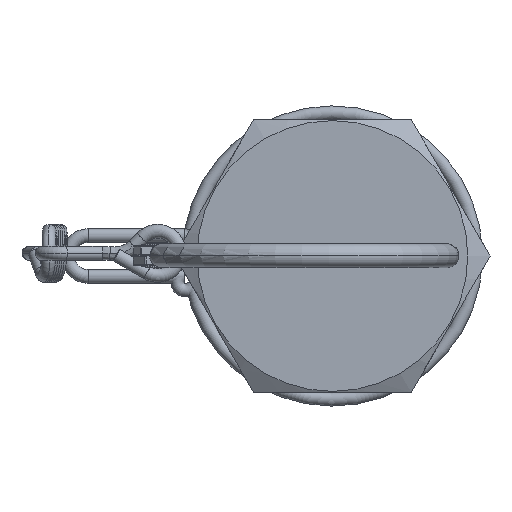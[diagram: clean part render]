
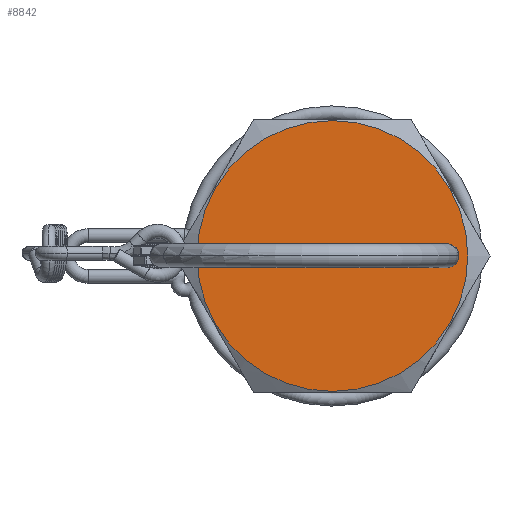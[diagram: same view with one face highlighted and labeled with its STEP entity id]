
A CAD part, left-side view. The second image highlights one B-rep face of the part: STEP entity #8842.
In plain terms, the highlighted planar face has unit normal (-1, 0, 0).
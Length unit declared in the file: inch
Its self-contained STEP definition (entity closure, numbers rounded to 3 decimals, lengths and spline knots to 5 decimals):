
#156 = EDGE_CURVE ( 'NONE', #6023, #7346, #2096, .T. ) ;
#231 = CIRCLE ( 'NONE', #9686, 0.62 ) ;
#401 = CARTESIAN_POINT ( 'NONE',  ( -0.511, 0., 0.62 ) ) ;
#1282 = CARTESIAN_POINT ( 'NONE',  ( -0.511, 0., 0. ) ) ;
#1370 = DIRECTION ( 'NONE',  ( 0., 0., -1. ) ) ;
#1877 = AXIS2_PLACEMENT_3D ( 'NONE', #1282, #12155, #1370 ) ;
#2096 = CIRCLE ( 'NONE', #8539, 0.62 ) ;
#2418 = ORIENTED_EDGE ( 'NONE', *, *, #7846, .T. ) ;
#4657 = FACE_OUTER_BOUND ( 'NONE', #13564, .T. ) ;
#5804 = PLANE ( 'NONE',  #1877 ) ;
#6023 = VERTEX_POINT ( 'NONE', #401 ) ;
#7346 = VERTEX_POINT ( 'NONE', #9850 ) ;
#7464 = CARTESIAN_POINT ( 'NONE',  ( -0.511, 0., 0. ) ) ;
#7846 = EDGE_CURVE ( 'NONE', #7346, #6023, #231, .T. ) ;
#8539 = AXIS2_PLACEMENT_3D ( 'NONE', #9781, #12160, #12114 ) ;
#8842 = ADVANCED_FACE ( 'NONE', ( #4657 ), #5804, .F. ) ;
#9686 = AXIS2_PLACEMENT_3D ( 'NONE', #7464, #11655, #12894 ) ;
#9781 = CARTESIAN_POINT ( 'NONE',  ( -0.511, 0., 0. ) ) ;
#9850 = CARTESIAN_POINT ( 'NONE',  ( -0.511, 0., -0.62 ) ) ;
#11655 = DIRECTION ( 'NONE',  ( -1., 0., 0. ) ) ;
#12114 = DIRECTION ( 'NONE',  ( 0., 0., 1. ) ) ;
#12155 = DIRECTION ( 'NONE',  ( 1., 0., 0. ) ) ;
#12160 = DIRECTION ( 'NONE',  ( -1., 0., 0. ) ) ;
#12826 = ORIENTED_EDGE ( 'NONE', *, *, #156, .T. ) ;
#12894 = DIRECTION ( 'NONE',  ( 0., 0., 1. ) ) ;
#13564 = EDGE_LOOP ( 'NONE', ( #2418, #12826 ) ) ;
